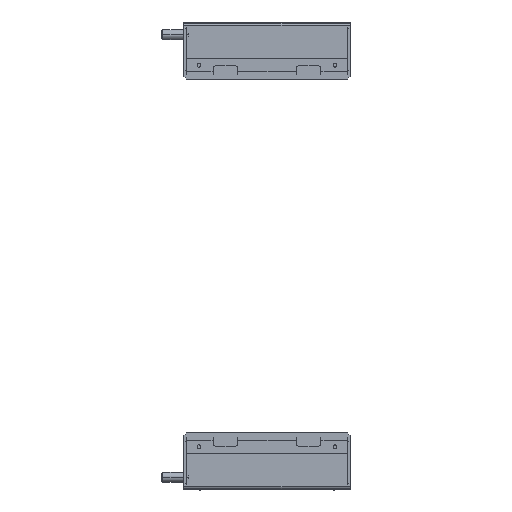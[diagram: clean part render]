
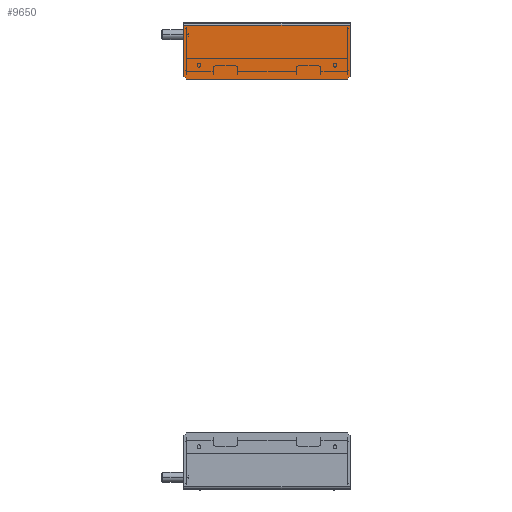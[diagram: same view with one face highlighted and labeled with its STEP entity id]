
A CAD part, left-side view. The second image highlights one B-rep face of the part: STEP entity #9650.
In plain terms, the highlighted face is planar.
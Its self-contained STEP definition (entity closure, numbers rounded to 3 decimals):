
#1046 = CARTESIAN_POINT ( 'NONE',  ( 34., -100., -31. ) ) ;
#1250 = DIRECTION ( 'NONE',  ( 0., 0.707, -0.707 ) ) ;
#1612 = LINE ( 'NONE', #19592, #9031 ) ;
#1850 = LINE ( 'NONE', #13999, #3875 ) ;
#2402 = DIRECTION ( 'NONE',  ( 0., -1., 0. ) ) ;
#2887 = EDGE_CURVE ( 'NONE', #16045, #21045, #1850, .T. ) ;
#3090 = LINE ( 'NONE', #19507, #24349 ) ;
#3875 = VECTOR ( 'NONE', #1250, 1000. ) ;
#4131 = DIRECTION ( 'NONE',  ( 0., 0., 1. ) ) ;
#4169 = EDGE_CURVE ( 'NONE', #13725, #8170, #27050, .T. ) ;
#6314 = CARTESIAN_POINT ( 'NONE',  ( 34., 100., 34. ) ) ;
#7500 = VECTOR ( 'NONE', #15102, 1000. ) ;
#7768 = ORIENTED_EDGE ( 'NONE', *, *, #12288, .F. ) ;
#7800 = ORIENTED_EDGE ( 'NONE', *, *, #13004, .T. ) ;
#8033 = CARTESIAN_POINT ( 'NONE',  ( 34., -100., 34. ) ) ;
#8154 = ORIENTED_EDGE ( 'NONE', *, *, #2887, .T. ) ;
#8170 = VERTEX_POINT ( 'NONE', #15603 ) ;
#8196 = LINE ( 'NONE', #23651, #17352 ) ;
#8746 = PLANE ( 'NONE',  #18163 ) ;
#8750 = EDGE_CURVE ( 'NONE', #20473, #21045, #1612, .T. ) ;
#9031 = VECTOR ( 'NONE', #2402, 1000. ) ;
#9650 = ADVANCED_FACE ( 'NONE', ( #20155 ), #8746, .F. ) ;
#10053 = VECTOR ( 'NONE', #23226, 1000. ) ;
#10151 = ORIENTED_EDGE ( 'NONE', *, *, #21554, .T. ) ;
#10310 = EDGE_LOOP ( 'NONE', ( #10151, #8154, #24783, #7800, #7768, #11018 ) ) ;
#11018 = ORIENTED_EDGE ( 'NONE', *, *, #4169, .T. ) ;
#12288 = EDGE_CURVE ( 'NONE', #13725, #20062, #8196, .T. ) ;
#12932 = CARTESIAN_POINT ( 'NONE',  ( 34., 100., 30.6 ) ) ;
#13004 = EDGE_CURVE ( 'NONE', #20473, #20062, #3090, .T. ) ;
#13725 = VERTEX_POINT ( 'NONE', #26024 ) ;
#13999 = CARTESIAN_POINT ( 'NONE',  ( 34., -100., -31. ) ) ;
#15102 = DIRECTION ( 'NONE',  ( 0., -1., 0. ) ) ;
#15237 = DIRECTION ( 'NONE',  ( 0., 0.707, 0.707 ) ) ;
#15603 = CARTESIAN_POINT ( 'NONE',  ( 34., -100., 30.6 ) ) ;
#16045 = VERTEX_POINT ( 'NONE', #1046 ) ;
#17352 = VECTOR ( 'NONE', #21587, 1000. ) ;
#18163 = AXIS2_PLACEMENT_3D ( 'NONE', #6314, #23853, #4131 ) ;
#18602 = CARTESIAN_POINT ( 'NONE',  ( 34., 100., -31. ) ) ;
#19507 = CARTESIAN_POINT ( 'NONE',  ( 34., 97., -34. ) ) ;
#19554 = LINE ( 'NONE', #8033, #10053 ) ;
#19592 = CARTESIAN_POINT ( 'NONE',  ( 34., 100., -34. ) ) ;
#20062 = VERTEX_POINT ( 'NONE', #18602 ) ;
#20155 = FACE_OUTER_BOUND ( 'NONE', #10310, .T. ) ;
#20473 = VERTEX_POINT ( 'NONE', #26009 ) ;
#21045 = VERTEX_POINT ( 'NONE', #25588 ) ;
#21554 = EDGE_CURVE ( 'NONE', #8170, #16045, #19554, .T. ) ;
#21587 = DIRECTION ( 'NONE',  ( 0., 0., -1. ) ) ;
#23226 = DIRECTION ( 'NONE',  ( 0., 0., -1. ) ) ;
#23651 = CARTESIAN_POINT ( 'NONE',  ( 34., 100., 34. ) ) ;
#23853 = DIRECTION ( 'NONE',  ( -1., 0., 0. ) ) ;
#24349 = VECTOR ( 'NONE', #15237, 1000. ) ;
#24783 = ORIENTED_EDGE ( 'NONE', *, *, #8750, .F. ) ;
#25588 = CARTESIAN_POINT ( 'NONE',  ( 34., -97., -34. ) ) ;
#26009 = CARTESIAN_POINT ( 'NONE',  ( 34., 97., -34. ) ) ;
#26024 = CARTESIAN_POINT ( 'NONE',  ( 34., 100., 30.6 ) ) ;
#27050 = LINE ( 'NONE', #12932, #7500 ) ;
